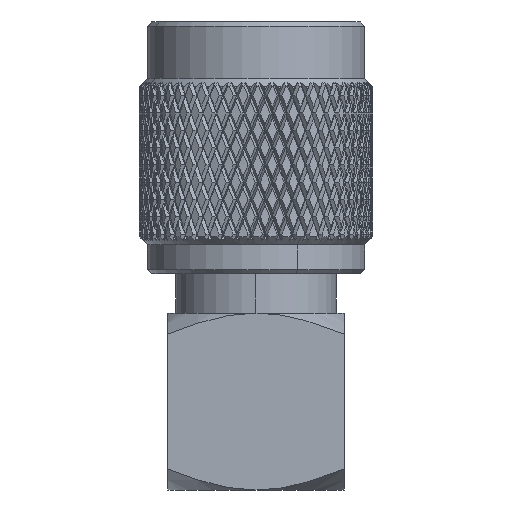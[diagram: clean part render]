
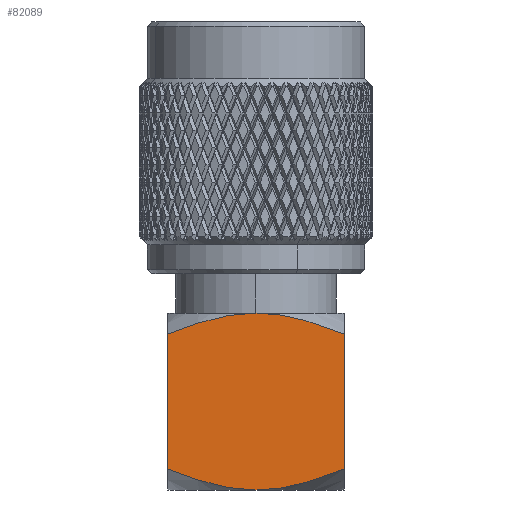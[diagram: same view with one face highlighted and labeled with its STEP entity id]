
A CAD part, left-side view. The second image highlights one B-rep face of the part: STEP entity #82089.
In plain terms, the highlighted face is planar.
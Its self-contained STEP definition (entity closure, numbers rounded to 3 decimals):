
#583 = LINE ( 'NONE', #19997, #92125 ) ;
#671 = B_SPLINE_CURVE_WITH_KNOTS ( 'NONE', 3,
 ( #75205, #7285, #64234, #15699, #123062, #124355, #65536, #104937 ),
 .UNSPECIFIED., .F., .F.,
 ( 4, 2, 2, 4 ),
 ( 0.014, 0.016, 0.017, 0.02 ),
 .UNSPECIFIED. ) ;
#4376 = CARTESIAN_POINT ( 'NONE',  ( -5.5, 5.5, 0. ) ) ;
#4682 = CARTESIAN_POINT ( 'NONE',  ( -4.185, 5.5, 5.5 ) ) ;
#6617 = CARTESIAN_POINT ( 'NONE',  ( -5.5, 5.5, 0.954 ) ) ;
#7285 = CARTESIAN_POINT ( 'NONE',  ( 4.364, 5.5, 5.06 ) ) ;
#7760 = CARTESIAN_POINT ( 'NONE',  ( 4.185, 5.5, -5.5 ) ) ;
#8378 = CARTESIAN_POINT ( 'NONE',  ( 5.23, 5.5, -2.353 ) ) ;
#8389 = VECTOR ( 'NONE', #49091, 1000. ) ;
#8427 = VERTEX_POINT ( 'NONE', #71595 ) ;
#12661 = EDGE_CURVE ( 'NONE', #8427, #78908, #26810, .T. ) ;
#12681 = ORIENTED_EDGE ( 'NONE', *, *, #56573, .F. ) ;
#15699 = CARTESIAN_POINT ( 'NONE',  ( 4.849, 5.5, 3.715 ) ) ;
#16321 = CARTESIAN_POINT ( 'NONE',  ( -4.849, 5.5, 3.715 ) ) ;
#17125 = CARTESIAN_POINT ( 'NONE',  ( 4.185, 5.5, 5.5 ) ) ;
#19519 = EDGE_CURVE ( 'NONE', #122078, #79555, #110165, .T. ) ;
#19997 = CARTESIAN_POINT ( 'NONE',  ( -5.5, 5.5, -5.5 ) ) ;
#20365 = EDGE_CURVE ( 'NONE', #30520, #122078, #52921, .T. ) ;
#20768 = CARTESIAN_POINT ( 'NONE',  ( -4.185, 5.5, -5.5 ) ) ;
#20818 = EDGE_CURVE ( 'NONE', #78908, #79555, #583, .T. ) ;
#22824 = DIRECTION ( 'NONE',  ( 0., -1., 0. ) ) ;
#24105 = CARTESIAN_POINT ( 'NONE',  ( -4.535, 5.5, 4.616 ) ) ;
#26539 = CARTESIAN_POINT ( 'NONE',  ( 5.5, 5.5, -0.473 ) ) ;
#26810 = B_SPLINE_CURVE_WITH_KNOTS ( 'NONE', 3,
 ( #115110, #26539, #107934, #76965, #8378, #96403, #87925, #7760 ),
 .UNSPECIFIED., .F., .F.,
 ( 4, 2, 2, 4 ),
 ( 0.02, 0.021, 0.023, 0.026 ),
 .UNSPECIFIED. ) ;
#30520 = VERTEX_POINT ( 'NONE', #50303 ) ;
#33682 = EDGE_LOOP ( 'NONE', ( #12681, #39732, #75581, #84574, #111452, #83424 ) ) ;
#34430 = CARTESIAN_POINT ( 'NONE',  ( -4.543, 5.5, -4.622 ) ) ;
#35071 = CARTESIAN_POINT ( 'NONE',  ( -5.23, 5.5, -2.353 ) ) ;
#39732 = ORIENTED_EDGE ( 'NONE', *, *, #122801, .T. ) ;
#41262 = DIRECTION ( 'NONE',  ( -1., 0., 0. ) ) ;
#44750 = CARTESIAN_POINT ( 'NONE',  ( -4.185, 5.5, -5.5 ) ) ;
#44773 = CARTESIAN_POINT ( 'NONE',  ( -4.364, 5.5, 5.06 ) ) ;
#46510 = CARTESIAN_POINT ( 'NONE',  ( 4.185, 5.5, -5.5 ) ) ;
#49091 = DIRECTION ( 'NONE',  ( -1., 0., 0. ) ) ;
#50303 = CARTESIAN_POINT ( 'NONE',  ( -4.185, 5.5, 5.5 ) ) ;
#50361 = VERTEX_POINT ( 'NONE', #17125 ) ;
#52921 = B_SPLINE_CURVE_WITH_KNOTS ( 'NONE', 3,
 ( #4682, #44773, #24105, #16321, #95254, #73910, #6617, #103631 ),
 .UNSPECIFIED., .F., .F.,
 ( 4, 2, 2, 4 ),
 ( 0.014, 0.016, 0.017, 0.02 ),
 .UNSPECIFIED. ) ;
#54359 = AXIS2_PLACEMENT_3D ( 'NONE', #112018, #22824, #62917 ) ;
#55772 = CARTESIAN_POINT ( 'NONE',  ( -5.5, 5.5, 0. ) ) ;
#56573 = EDGE_CURVE ( 'NONE', #50361, #30520, #80692, .T. ) ;
#62917 = DIRECTION ( 'NONE',  ( 0., 0., -1. ) ) ;
#63535 = CARTESIAN_POINT ( 'NONE',  ( -5.5, 5.5, -0.473 ) ) ;
#64234 = CARTESIAN_POINT ( 'NONE',  ( 4.535, 5.5, 4.616 ) ) ;
#65479 = CARTESIAN_POINT ( 'NONE',  ( -5.463, 5.5, -0.953 ) ) ;
#65536 = CARTESIAN_POINT ( 'NONE',  ( 5.5, 5.5, 0.954 ) ) ;
#71595 = CARTESIAN_POINT ( 'NONE',  ( 5.5, 5.5, 0. ) ) ;
#72597 = CARTESIAN_POINT ( 'NONE',  ( -5.328, 5.5, -1.891 ) ) ;
#73910 = CARTESIAN_POINT ( 'NONE',  ( -5.352, 5.5, 1.885 ) ) ;
#75205 = CARTESIAN_POINT ( 'NONE',  ( 4.185, 5.5, 5.5 ) ) ;
#75581 = ORIENTED_EDGE ( 'NONE', *, *, #12661, .T. ) ;
#76965 = CARTESIAN_POINT ( 'NONE',  ( 5.328, 5.5, -1.891 ) ) ;
#78908 = VERTEX_POINT ( 'NONE', #46510 ) ;
#79555 = VERTEX_POINT ( 'NONE', #20768 ) ;
#80692 = LINE ( 'NONE', #98892, #8389 ) ;
#81032 = FACE_OUTER_BOUND ( 'NONE', #33682, .T. ) ;
#82089 = ADVANCED_FACE ( 'NONE', ( #81032 ), #111381, .F. ) ;
#83424 = ORIENTED_EDGE ( 'NONE', *, *, #20365, .F. ) ;
#84574 = ORIENTED_EDGE ( 'NONE', *, *, #20818, .T. ) ;
#87925 = CARTESIAN_POINT ( 'NONE',  ( 4.543, 5.5, -4.622 ) ) ;
#92125 = VECTOR ( 'NONE', #41262, 1000. ) ;
#95254 = CARTESIAN_POINT ( 'NONE',  ( -4.992, 5.5, 3.259 ) ) ;
#96403 = CARTESIAN_POINT ( 'NONE',  ( 4.869, 5.5, -3.724 ) ) ;
#98892 = CARTESIAN_POINT ( 'NONE',  ( -5.5, 5.5, 5.5 ) ) ;
#103631 = CARTESIAN_POINT ( 'NONE',  ( -5.5, 5.5, 0. ) ) ;
#104937 = CARTESIAN_POINT ( 'NONE',  ( 5.5, 5.5, 0. ) ) ;
#107934 = CARTESIAN_POINT ( 'NONE',  ( 5.463, 5.5, -0.953 ) ) ;
#110165 = B_SPLINE_CURVE_WITH_KNOTS ( 'NONE', 3,
 ( #55772, #63535, #65479, #72597, #35071, #123009, #34430, #44750 ),
 .UNSPECIFIED., .F., .F.,
 ( 4, 2, 2, 4 ),
 ( 0.02, 0.021, 0.023, 0.026 ),
 .UNSPECIFIED. ) ;
#111381 = PLANE ( 'NONE',  #54359 ) ;
#111452 = ORIENTED_EDGE ( 'NONE', *, *, #19519, .F. ) ;
#112018 = CARTESIAN_POINT ( 'NONE',  ( -5.5, 5.5, 5.5 ) ) ;
#115110 = CARTESIAN_POINT ( 'NONE',  ( 5.5, 5.5, 0. ) ) ;
#122078 = VERTEX_POINT ( 'NONE', #4376 ) ;
#122801 = EDGE_CURVE ( 'NONE', #50361, #8427, #671, .T. ) ;
#123009 = CARTESIAN_POINT ( 'NONE',  ( -4.869, 5.5, -3.724 ) ) ;
#123062 = CARTESIAN_POINT ( 'NONE',  ( 4.992, 5.5, 3.259 ) ) ;
#124355 = CARTESIAN_POINT ( 'NONE',  ( 5.352, 5.5, 1.885 ) ) ;
